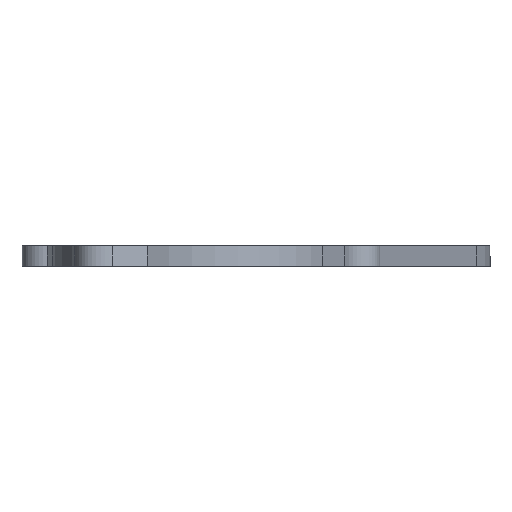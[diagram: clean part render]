
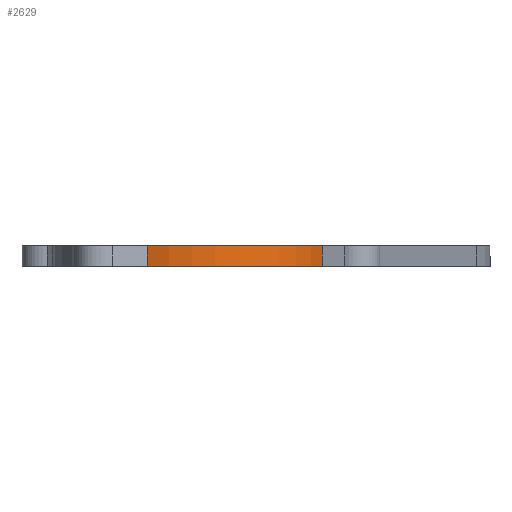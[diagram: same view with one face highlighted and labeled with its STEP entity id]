
A CAD part, left-side view. The second image highlights one B-rep face of the part: STEP entity #2629.
In plain terms, the highlighted cylindrical face has radius 35 mm (diameter 70 mm), a partial arc.
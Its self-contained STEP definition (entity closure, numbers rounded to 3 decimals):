
#88=CYLINDRICAL_SURFACE('',#2942,35.);
#251=FACE_OUTER_BOUND('',#418,.T.);
#418=EDGE_LOOP('',(#2305,#2306,#2307,#2308));
#434=CIRCLE('',#2666,35.);
#526=CIRCLE('',#2759,35.);
#787=LINE('',#4455,#986);
#792=LINE('',#4464,#991);
#986=VECTOR('',#3699,10.);
#991=VECTOR('',#3712,10.);
#1006=VERTEX_POINT('',#3758);
#1007=VERTEX_POINT('',#3760);
#1140=VERTEX_POINT('',#4027);
#1141=VERTEX_POINT('',#4029);
#1254=EDGE_CURVE('',#1007,#1006,#434,.T.);
#1388=EDGE_CURVE('',#1141,#1140,#526,.T.);
#1603=EDGE_CURVE('',#1007,#1140,#787,.T.);
#1608=EDGE_CURVE('',#1141,#1006,#792,.T.);
#2305=ORIENTED_EDGE('',*,*,#1603,.F.);
#2306=ORIENTED_EDGE('',*,*,#1254,.T.);
#2307=ORIENTED_EDGE('',*,*,#1608,.F.);
#2308=ORIENTED_EDGE('',*,*,#1388,.T.);
#2629=ADVANCED_FACE('',(#251),#88,.T.);
#2666=AXIS2_PLACEMENT_3D('',#3761,#2970,#2971);
#2759=AXIS2_PLACEMENT_3D('',#4030,#3198,#3199);
#2942=AXIS2_PLACEMENT_3D('',#4463,#3710,#3711);
#2970=DIRECTION('center_axis',(0.,0.,1.));
#2971=DIRECTION('ref_axis',(0.048,-0.999,0.));
#3198=DIRECTION('center_axis',(0.,0.,-1.));
#3199=DIRECTION('ref_axis',(0.048,-0.999,0.));
#3699=DIRECTION('',(0.,0.,1.));
#3710=DIRECTION('center_axis',(0.,0.,1.));
#3711=DIRECTION('ref_axis',(0.048,-0.999,0.));
#3712=DIRECTION('',(0.,0.,-1.));
#3758=CARTESIAN_POINT('',(-15.041,-31.603,-5.));
#3760=CARTESIAN_POINT('',(-33.008,11.639,-5.));
#3761=CARTESIAN_POINT('Origin',(0.,0.,-5.));
#4027=CARTESIAN_POINT('',(-33.008,11.639,0.));
#4029=CARTESIAN_POINT('',(-15.041,-31.603,0.));
#4030=CARTESIAN_POINT('Origin',(0.,0.,0.));
#4455=CARTESIAN_POINT('',(-33.008,11.639,0.));
#4463=CARTESIAN_POINT('Origin',(0.,0.,0.));
#4464=CARTESIAN_POINT('',(-15.041,-31.603,0.));
